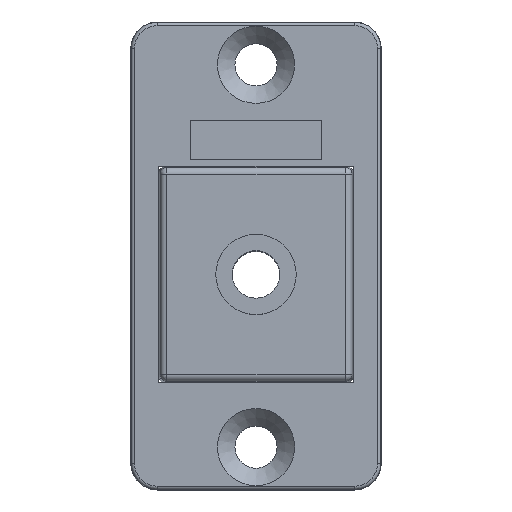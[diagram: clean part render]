
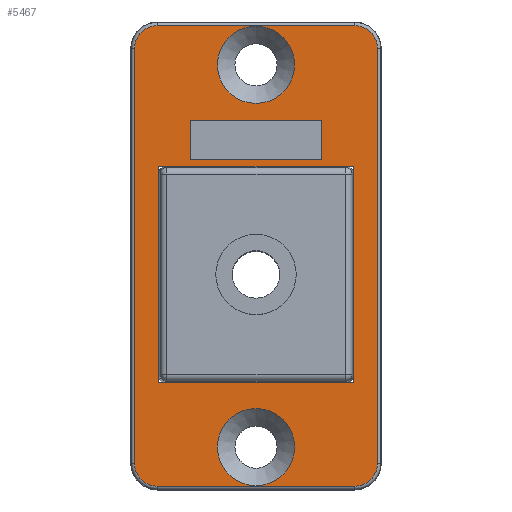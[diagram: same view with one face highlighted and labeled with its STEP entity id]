
A CAD part, top view. The second image highlights one B-rep face of the part: STEP entity #5467.
In plain terms, the highlighted planar face has unit normal (0, 0, 1).
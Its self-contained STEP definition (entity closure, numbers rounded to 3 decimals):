
#128=FACE_BOUND('',#757,.T.);
#129=FACE_BOUND('',#758,.T.);
#130=FACE_BOUND('',#759,.T.);
#131=FACE_BOUND('',#760,.T.);
#187=CIRCLE('',#5802,1.714);
#191=CIRCLE('',#5808,1.714);
#195=CIRCLE('',#5814,1.714);
#199=CIRCLE('',#5820,1.714);
#202=CIRCLE('',#5828,2.925);
#203=CIRCLE('',#5829,2.925);
#461=FACE_OUTER_BOUND('',#756,.T.);
#756=EDGE_LOOP('',(#4528,#4529,#4530,#4531,#4532,#4533,#4534,#4535));
#757=EDGE_LOOP('',(#4536,#4537,#4538,#4539));
#758=EDGE_LOOP('',(#4540));
#759=EDGE_LOOP('',(#4541));
#760=EDGE_LOOP('',(#4542,#4543,#4544,#4545));
#1349=LINE('',#8628,#1976);
#1350=LINE('',#8639,#1977);
#1352=LINE('',#8651,#1979);
#1354=LINE('',#8663,#1981);
#1363=LINE('',#8689,#1990);
#1364=LINE('',#8691,#1991);
#1365=LINE('',#8693,#1992);
#1366=LINE('',#8694,#1993);
#1367=LINE('',#8701,#1994);
#1368=LINE('',#8703,#1995);
#1369=LINE('',#8705,#1996);
#1370=LINE('',#8706,#1997);
#1976=VECTOR('',#6976,10.);
#1977=VECTOR('',#6989,10.);
#1979=VECTOR('',#7003,10.);
#1981=VECTOR('',#7017,10.);
#1990=VECTOR('',#7046,10.);
#1991=VECTOR('',#7047,10.);
#1992=VECTOR('',#7048,10.);
#1993=VECTOR('',#7049,10.);
#1994=VECTOR('',#7054,10.);
#1995=VECTOR('',#7055,10.);
#1996=VECTOR('',#7056,10.);
#1997=VECTOR('',#7057,10.);
#2459=VERTEX_POINT('',#8621);
#2462=VERTEX_POINT('',#8626);
#2464=VERTEX_POINT('',#8631);
#2466=VERTEX_POINT('',#8637);
#2468=VERTEX_POINT('',#8643);
#2470=VERTEX_POINT('',#8649);
#2472=VERTEX_POINT('',#8655);
#2474=VERTEX_POINT('',#8661);
#2480=VERTEX_POINT('',#8687);
#2481=VERTEX_POINT('',#8688);
#2482=VERTEX_POINT('',#8690);
#2483=VERTEX_POINT('',#8692);
#2484=VERTEX_POINT('',#8695);
#2485=VERTEX_POINT('',#8697);
#2486=VERTEX_POINT('',#8699);
#2487=VERTEX_POINT('',#8700);
#2488=VERTEX_POINT('',#8702);
#2489=VERTEX_POINT('',#8704);
#3151=EDGE_CURVE('',#2462,#2459,#1349,.T.);
#3153=EDGE_CURVE('',#2464,#2462,#187,.T.);
#3156=EDGE_CURVE('',#2466,#2464,#1350,.T.);
#3159=EDGE_CURVE('',#2468,#2466,#191,.T.);
#3162=EDGE_CURVE('',#2470,#2468,#1352,.T.);
#3165=EDGE_CURVE('',#2472,#2470,#195,.T.);
#3168=EDGE_CURVE('',#2474,#2472,#1354,.T.);
#3171=EDGE_CURVE('',#2459,#2474,#199,.T.);
#3181=EDGE_CURVE('',#2480,#2481,#1363,.T.);
#3182=EDGE_CURVE('',#2481,#2482,#1364,.T.);
#3183=EDGE_CURVE('',#2482,#2483,#1365,.T.);
#3184=EDGE_CURVE('',#2483,#2480,#1366,.T.);
#3185=EDGE_CURVE('',#2484,#2484,#202,.T.);
#3186=EDGE_CURVE('',#2485,#2485,#203,.T.);
#3187=EDGE_CURVE('',#2486,#2487,#1367,.T.);
#3188=EDGE_CURVE('',#2487,#2488,#1368,.T.);
#3189=EDGE_CURVE('',#2488,#2489,#1369,.T.);
#3190=EDGE_CURVE('',#2489,#2486,#1370,.T.);
#4528=ORIENTED_EDGE('',*,*,#3151,.F.);
#4529=ORIENTED_EDGE('',*,*,#3153,.F.);
#4530=ORIENTED_EDGE('',*,*,#3156,.F.);
#4531=ORIENTED_EDGE('',*,*,#3159,.F.);
#4532=ORIENTED_EDGE('',*,*,#3162,.F.);
#4533=ORIENTED_EDGE('',*,*,#3165,.F.);
#4534=ORIENTED_EDGE('',*,*,#3168,.F.);
#4535=ORIENTED_EDGE('',*,*,#3171,.F.);
#4536=ORIENTED_EDGE('',*,*,#3181,.T.);
#4537=ORIENTED_EDGE('',*,*,#3182,.T.);
#4538=ORIENTED_EDGE('',*,*,#3183,.T.);
#4539=ORIENTED_EDGE('',*,*,#3184,.T.);
#4540=ORIENTED_EDGE('',*,*,#3185,.T.);
#4541=ORIENTED_EDGE('',*,*,#3186,.T.);
#4542=ORIENTED_EDGE('',*,*,#3187,.T.);
#4543=ORIENTED_EDGE('',*,*,#3188,.T.);
#4544=ORIENTED_EDGE('',*,*,#3189,.T.);
#4545=ORIENTED_EDGE('',*,*,#3190,.T.);
#4920=PLANE('',#5827);
#5467=ADVANCED_FACE('',(#461,#128,#129,#130,#131),#4920,.F.);
#5802=AXIS2_PLACEMENT_3D('',#8633,#6981,#6982);
#5808=AXIS2_PLACEMENT_3D('',#8645,#6995,#6996);
#5814=AXIS2_PLACEMENT_3D('',#8657,#7009,#7010);
#5820=AXIS2_PLACEMENT_3D('',#8667,#7023,#7024);
#5827=AXIS2_PLACEMENT_3D('',#8686,#7044,#7045);
#5828=AXIS2_PLACEMENT_3D('',#8696,#7050,#7051);
#5829=AXIS2_PLACEMENT_3D('',#8698,#7052,#7053);
#6976=DIRECTION('',(0.,-1.,0.));
#6981=DIRECTION('center_axis',(0.,0.,-1.));
#6982=DIRECTION('ref_axis',(0.707,0.707,0.));
#6989=DIRECTION('',(1.,0.,0.));
#6995=DIRECTION('center_axis',(0.,0.,-1.));
#6996=DIRECTION('ref_axis',(-0.707,0.707,0.));
#7003=DIRECTION('',(0.,1.,0.));
#7009=DIRECTION('center_axis',(0.,0.,-1.));
#7010=DIRECTION('ref_axis',(-0.707,-0.707,0.));
#7017=DIRECTION('',(-1.,0.,0.));
#7023=DIRECTION('center_axis',(0.,0.,-1.));
#7024=DIRECTION('ref_axis',(0.707,-0.707,0.));
#7044=DIRECTION('center_axis',(0.,0.,-1.));
#7045=DIRECTION('ref_axis',(0.,1.,0.));
#7046=DIRECTION('',(0.,-1.,0.));
#7047=DIRECTION('',(-1.,0.,0.));
#7048=DIRECTION('',(0.,1.,0.));
#7049=DIRECTION('',(1.,0.,0.));
#7050=DIRECTION('center_axis',(0.,0.,-1.));
#7051=DIRECTION('ref_axis',(0.,-1.,0.));
#7052=DIRECTION('center_axis',(0.,0.,-1.));
#7053=DIRECTION('ref_axis',(0.,-1.,0.));
#7054=DIRECTION('',(1.,0.,0.));
#7055=DIRECTION('',(0.,-1.,0.));
#7056=DIRECTION('',(-1.,0.,0.));
#7057=DIRECTION('',(0.,1.,0.));
#8621=CARTESIAN_POINT('',(9.214,-14.35,0.));
#8626=CARTESIAN_POINT('',(9.214,17.15,0.));
#8628=CARTESIAN_POINT('',(9.214,10.275,0.));
#8631=CARTESIAN_POINT('',(7.5,18.864,0.));
#8633=CARTESIAN_POINT('Origin',(7.5,17.15,0.));
#8637=CARTESIAN_POINT('',(-7.5,18.864,0.));
#8639=CARTESIAN_POINT('',(-4.75,18.864,0.));
#8643=CARTESIAN_POINT('',(-9.214,17.15,0.));
#8645=CARTESIAN_POINT('Origin',(-7.5,17.15,0.));
#8649=CARTESIAN_POINT('',(-9.214,-14.35,0.));
#8651=CARTESIAN_POINT('',(-9.214,-7.475,0.));
#8655=CARTESIAN_POINT('',(-7.5,-16.064,0.));
#8657=CARTESIAN_POINT('Origin',(-7.5,-14.35,0.));
#8661=CARTESIAN_POINT('',(7.5,-16.064,0.));
#8663=CARTESIAN_POINT('',(4.75,-16.064,0.));
#8667=CARTESIAN_POINT('Origin',(7.5,-14.35,0.));
#8686=CARTESIAN_POINT('Origin',(0.,1.4,0.));
#8687=CARTESIAN_POINT('',(7.375,8.2,0.));
#8688=CARTESIAN_POINT('',(7.375,-8.2,0.));
#8689=CARTESIAN_POINT('',(7.375,4.8,0.));
#8690=CARTESIAN_POINT('',(-7.375,-8.2,0.));
#8691=CARTESIAN_POINT('',(3.688,-8.2,0.));
#8692=CARTESIAN_POINT('',(-7.375,8.2,0.));
#8693=CARTESIAN_POINT('',(-7.375,-3.4,0.));
#8694=CARTESIAN_POINT('',(-3.688,8.2,0.));
#8695=CARTESIAN_POINT('',(0.,18.825,0.));
#8696=CARTESIAN_POINT('Origin',(0.,15.9,0.));
#8697=CARTESIAN_POINT('',(0.,-10.175,0.));
#8698=CARTESIAN_POINT('Origin',(0.,-13.1,0.));
#8699=CARTESIAN_POINT('',(-5.,11.7,0.));
#8700=CARTESIAN_POINT('',(5.,11.7,0.));
#8701=CARTESIAN_POINT('',(-2.5,11.7,0.));
#8702=CARTESIAN_POINT('',(5.,8.7,0.));
#8703=CARTESIAN_POINT('',(5.,6.55,0.));
#8704=CARTESIAN_POINT('',(-5.,8.7,0.));
#8705=CARTESIAN_POINT('',(2.5,8.7,0.));
#8706=CARTESIAN_POINT('',(-5.,5.05,0.));
